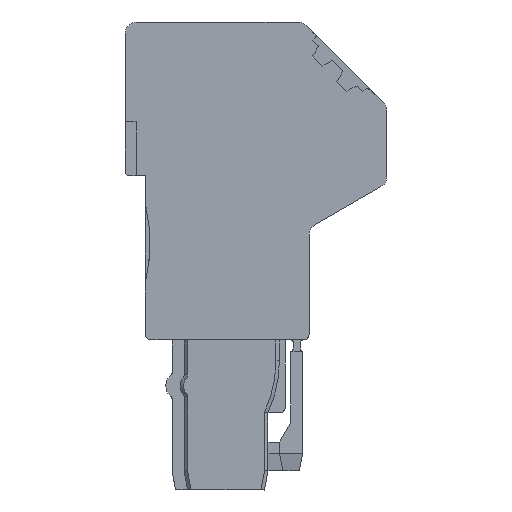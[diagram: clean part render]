
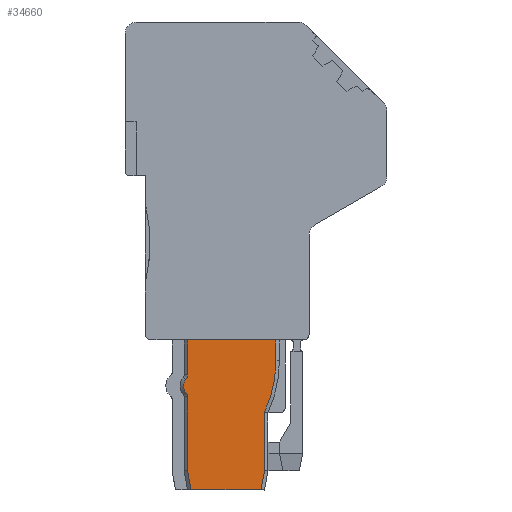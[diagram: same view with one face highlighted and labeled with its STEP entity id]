
A CAD part, left-side view. The second image highlights one B-rep face of the part: STEP entity #34660.
In plain terms, the highlighted planar face has unit normal (-1, 0, 0).
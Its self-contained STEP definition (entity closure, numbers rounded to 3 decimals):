
#33641=AXIS2_PLACEMENT_3D('Circle Axis2P3D',#33639,#33640,$) ;
#33672=AXIS2_PLACEMENT_3D('Circle Axis2P3D',#33670,#33671,$) ;
#33697=AXIS2_PLACEMENT_3D('Circle Axis2P3D',#33695,#33696,$) ;
#33804=AXIS2_PLACEMENT_3D('Circle Axis2P3D',#33802,#33803,$) ;
#34639=AXIS2_PLACEMENT_3D('Plane Axis2P3D',#34636,#34637,#34638) ;
#29269=CARTESIAN_POINT('Vertex',(0.7,17.45,13.15)) ;
#29272=CARTESIAN_POINT('Line Origine',(0.7,13.575,13.15)) ;
#29276=CARTESIAN_POINT('Vertex',(0.7,9.7,13.15)) ;
#29663=CARTESIAN_POINT('Vertex',(0.7,11.005,0.)) ;
#29666=CARTESIAN_POINT('Line Origine',(0.7,14.078,0.)) ;
#29670=CARTESIAN_POINT('Vertex',(0.7,17.152,0.)) ;
#30426=CARTESIAN_POINT('Vertex',(0.7,10.7,1.728)) ;
#30434=CARTESIAN_POINT('Vertex',(0.7,10.7,6.821)) ;
#30437=CARTESIAN_POINT('Line Origine',(0.7,10.7,6.575)) ;
#30518=CARTESIAN_POINT('Line Origine',(0.7,9.845,6.575)) ;
#33014=CARTESIAN_POINT('Vertex',(0.7,17.45,8.162)) ;
#33025=CARTESIAN_POINT('Vertex',(0.7,17.45,1.693)) ;
#33028=CARTESIAN_POINT('Line Origine',(0.7,17.45,6.575)) ;
#33639=CARTESIAN_POINT('Axis2P3D Location',(0.7,18.05,8.162)) ;
#33643=CARTESIAN_POINT('Vertex',(0.7,17.59,8.547)) ;
#33667=CARTESIAN_POINT('Vertex',(0.7,17.59,9.703)) ;
#33670=CARTESIAN_POINT('Axis2P3D Location',(0.7,16.9,9.125)) ;
#33692=CARTESIAN_POINT('Vertex',(0.7,17.45,10.088)) ;
#33695=CARTESIAN_POINT('Axis2P3D Location',(0.7,18.05,10.088)) ;
#33799=CARTESIAN_POINT('Vertex',(0.7,9.7,11.337)) ;
#33802=CARTESIAN_POINT('Axis2P3D Location',(0.7,20.4,11.337)) ;
#34468=CARTESIAN_POINT('Line Origine',(0.7,18.024,4.947)) ;
#34624=CARTESIAN_POINT('Line Origine',(0.7,9.7,6.575)) ;
#34636=CARTESIAN_POINT('Axis2P3D Location',(0.7,14.45,-0.25)) ;
#34641=CARTESIAN_POINT('Line Origine',(0.7,17.45,11.619)) ;
#29273=DIRECTION('Vector Direction',(0.,1.,0.)) ;
#29667=DIRECTION('Vector Direction',(0.,-1.,0.)) ;
#30438=DIRECTION('Vector Direction',(0.,0.,-1.)) ;
#30519=DIRECTION('Vector Direction',(0.,0.174,-0.985)) ;
#33029=DIRECTION('Vector Direction',(0.,0.,-1.)) ;
#33640=DIRECTION('Axis2P3D Direction',(-1.,0.,0.)) ;
#33671=DIRECTION('Axis2P3D Direction',(-1.,0.,0.)) ;
#33696=DIRECTION('Axis2P3D Direction',(-1.,0.,0.)) ;
#33803=DIRECTION('Axis2P3D Direction',(-1.,0.,0.)) ;
#34469=DIRECTION('Vector Direction',(0.,-0.174,-0.985)) ;
#34625=DIRECTION('Vector Direction',(0.,0.,1.)) ;
#34637=DIRECTION('Axis2P3D Direction',(-1.,0.,0.)) ;
#34638=DIRECTION('Axis2P3D XDirection',(0.,1.,0.)) ;
#34642=DIRECTION('Vector Direction',(0.,0.,-1.)) ;
#29274=VECTOR('Line Direction',#29273,1.) ;
#29668=VECTOR('Line Direction',#29667,1.) ;
#30439=VECTOR('Line Direction',#30438,1.) ;
#30520=VECTOR('Line Direction',#30519,1.) ;
#33030=VECTOR('Line Direction',#33029,1.) ;
#34470=VECTOR('Line Direction',#34469,1.) ;
#34626=VECTOR('Line Direction',#34625,1.) ;
#34643=VECTOR('Line Direction',#34642,1.) ;
#34647=ORIENTED_EDGE('',*,*,#29672,.T.) ;
#34648=ORIENTED_EDGE('',*,*,#30522,.F.) ;
#34649=ORIENTED_EDGE('',*,*,#30441,.F.) ;
#34650=ORIENTED_EDGE('',*,*,#33806,.F.) ;
#34651=ORIENTED_EDGE('',*,*,#34628,.F.) ;
#34652=ORIENTED_EDGE('',*,*,#29278,.T.) ;
#34653=ORIENTED_EDGE('',*,*,#34645,.F.) ;
#34654=ORIENTED_EDGE('',*,*,#33699,.T.) ;
#34655=ORIENTED_EDGE('',*,*,#33674,.T.) ;
#34656=ORIENTED_EDGE('',*,*,#33645,.T.) ;
#34657=ORIENTED_EDGE('',*,*,#33032,.F.) ;
#34658=ORIENTED_EDGE('',*,*,#34472,.F.) ;
#34660=ADVANCED_FACE('Product1_AllCATPart.1\\WP2.5/1AN_AllCATPart.1\\GH WP2.5/1AN.1\\Koerper.2',(#34659),#34640,.T.) ;
#33642=CIRCLE('generated circle',#33641,0.6) ;
#33673=CIRCLE('generated circle',#33672,0.9) ;
#33698=CIRCLE('generated circle',#33697,0.6) ;
#33805=CIRCLE('generated circle',#33804,10.7) ;
#29278=EDGE_CURVE('',#29277,#29270,#29275,.T.) ;
#29672=EDGE_CURVE('',#29671,#29664,#29669,.T.) ;
#30441=EDGE_CURVE('',#30435,#30427,#30440,.T.) ;
#30522=EDGE_CURVE('',#30427,#29664,#30521,.T.) ;
#33032=EDGE_CURVE('',#33026,#33015,#33031,.F.) ;
#33645=EDGE_CURVE('',#33644,#33015,#33642,.F.) ;
#33674=EDGE_CURVE('',#33668,#33644,#33673,.T.) ;
#33699=EDGE_CURVE('',#33693,#33668,#33698,.F.) ;
#33806=EDGE_CURVE('',#33800,#30435,#33805,.F.) ;
#34472=EDGE_CURVE('',#29671,#33026,#34471,.F.) ;
#34628=EDGE_CURVE('',#29277,#33800,#34627,.F.) ;
#34645=EDGE_CURVE('',#33693,#29270,#34644,.F.) ;
#34646=EDGE_LOOP('',(#34647,#34648,#34649,#34650,#34651,#34652,#34653,#34654,#34655,#34656,#34657,#34658)) ;
#34659=FACE_OUTER_BOUND('',#34646,.T.) ;
#29275=LINE('Line',#29272,#29274) ;
#29669=LINE('Line',#29666,#29668) ;
#30440=LINE('Line',#30437,#30439) ;
#30521=LINE('Line',#30518,#30520) ;
#33031=LINE('Line',#33028,#33030) ;
#34471=LINE('Line',#34468,#34470) ;
#34627=LINE('Line',#34624,#34626) ;
#34644=LINE('Line',#34641,#34643) ;
#34640=PLANE('',#34639) ;
#29270=VERTEX_POINT('',#29269) ;
#29277=VERTEX_POINT('',#29276) ;
#29664=VERTEX_POINT('',#29663) ;
#29671=VERTEX_POINT('',#29670) ;
#30427=VERTEX_POINT('',#30426) ;
#30435=VERTEX_POINT('',#30434) ;
#33015=VERTEX_POINT('',#33014) ;
#33026=VERTEX_POINT('',#33025) ;
#33644=VERTEX_POINT('',#33643) ;
#33668=VERTEX_POINT('',#33667) ;
#33693=VERTEX_POINT('',#33692) ;
#33800=VERTEX_POINT('',#33799) ;
